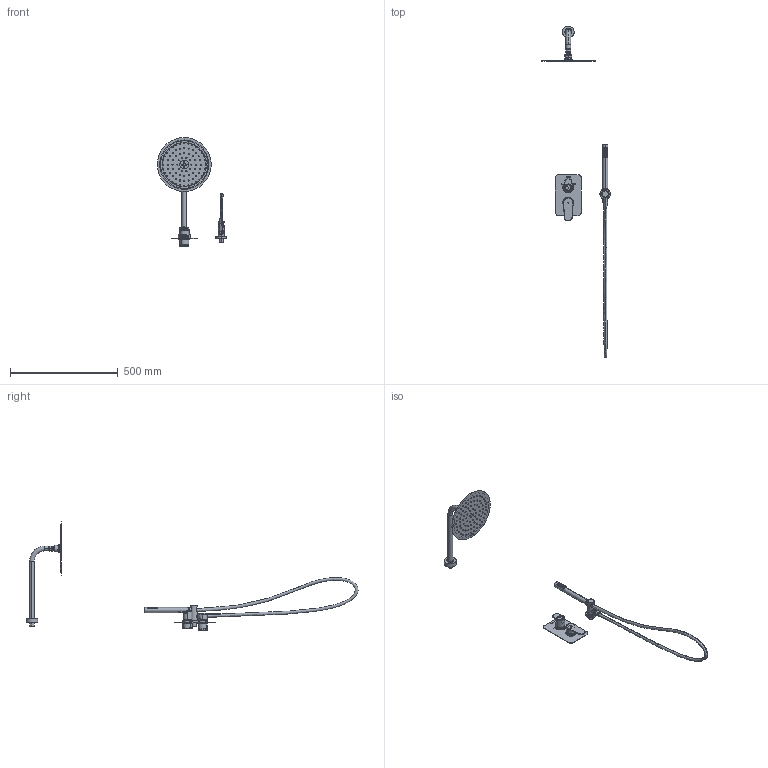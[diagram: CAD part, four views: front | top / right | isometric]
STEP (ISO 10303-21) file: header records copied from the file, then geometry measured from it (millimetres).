
FILE_DESCRIPTION (( 'STEP AP203' ), '1' );
FILE_NAME ('36DP02894.STEP', '2023-01-05T08:43:33', ( '' ), ( '' ), 'SwSTEP 2.0', 'SolidWorks 2021', '' );
FILE_SCHEMA (( 'CONFIG_CONTROL_DESIGN' ));
Length unit declared in the file: millimetre
Products named in the file (1): 36DP02894
Bounding box: 321.4 x 1538.52 x 504.39 mm (x, y, z)
Volume: 806900.6 mm3; surface area: 404927.1 mm2
Topology: 19 solids, 19 shells, 1436 faces, 3078 edges, 1992 vertices
Faces by surface type: cylinder 636, plane 457, cone 224, torus 65, bspline 38, sphere 16
Entity records: 48359 total; most frequent: CARTESIAN_POINT 16483, DIRECTION 7058, ORIENTED_EDGE 6134, EDGE_CURVE 3067, AXIS2_PLACEMENT_3D 2963, VERTEX_POINT 1989, EDGE_LOOP 1790, CIRCLE 1564
